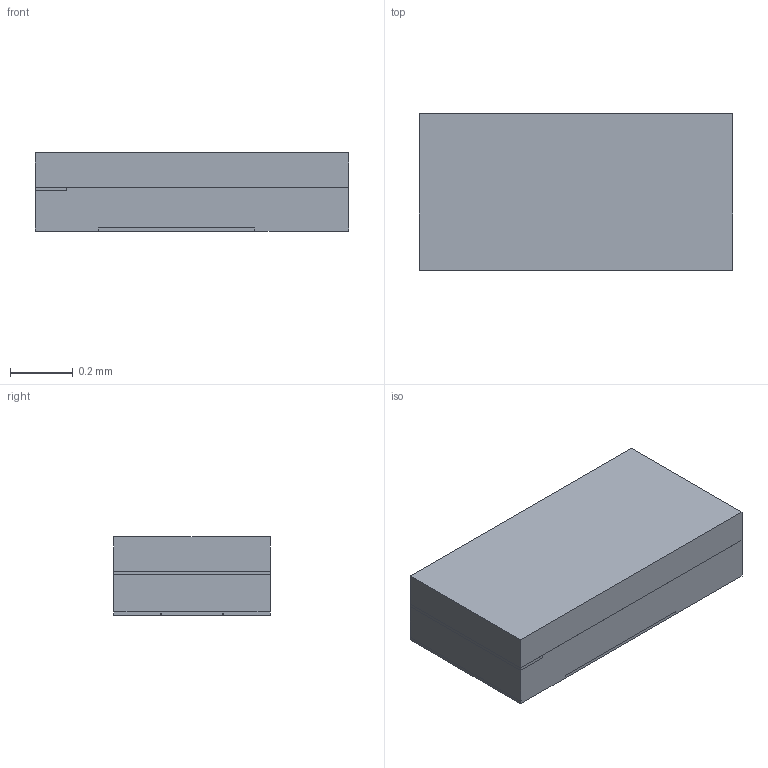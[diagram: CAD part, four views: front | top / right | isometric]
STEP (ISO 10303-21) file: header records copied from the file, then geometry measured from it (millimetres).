
FILE_DESCRIPTION( ( 'Unknown' ), '1' );
FILE_NAME( '150040xx.stp', 'Unknown', ( 'Unknown' ), ( 'Unknown' ), 'PSStep 19.0.9', 'Unknown', ' ' );
FILE_SCHEMA( ( 'AUTOMOTIVE_DESIGN { 1 0 10303 214 1 1 1 1 }' ) );
Length unit declared in the file: millimetre
Products named in the file (19): Assem1; PCB; Resin; Contact
Assembly tree (18 placements, depth 2):
  Assem1
    PCB
    PCB
    PCB
    PCB
    PCB
    PCB
    PCB
    PCB
    PCB
    Resin
    Contact
    Contact
    Contact
    Contact
    Contact
    Contact
    Contact
    Contact
Bounding box: 1 x 0.5 x 0.25 mm (x, y, z)
Volume: 0.1 mm3; surface area: 5.2 mm2
Topology: 18 solids, 18 shells, 146 faces, 326 edges, 216 vertices
Faces by surface type: plane 128, cylinder 18
Entity records: 5472 total; most frequent: CARTESIAN_POINT 707, DIRECTION 692, ORIENTED_EDGE 652, EDGE_CURVE 326, LINE 290, VECTOR 290, VERTEX_POINT 216, AXIS2_PLACEMENT_3D 201
